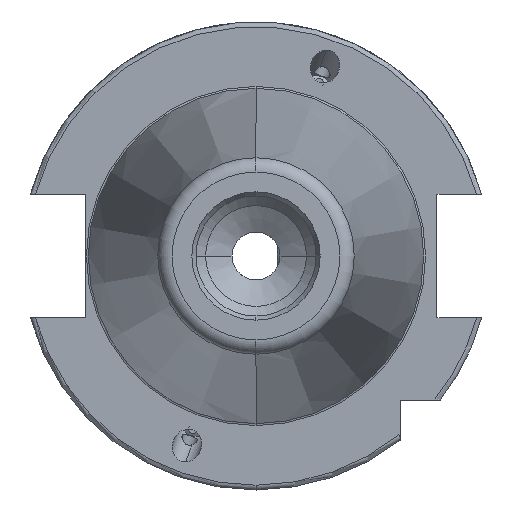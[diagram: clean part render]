
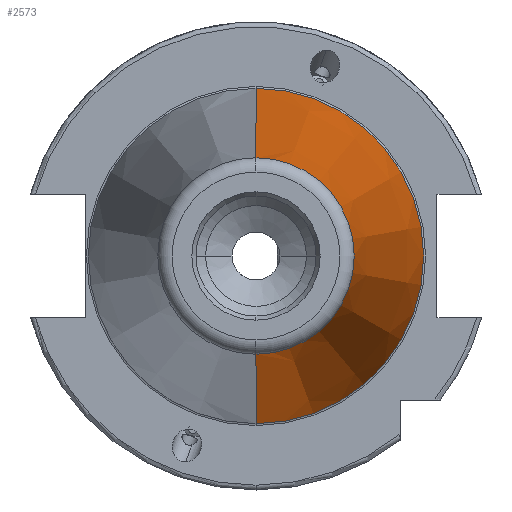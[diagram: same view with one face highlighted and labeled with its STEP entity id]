
A CAD part, left-side view. The second image highlights one B-rep face of the part: STEP entity #2573.
In plain terms, the highlighted conical face has half-angle 8.297 degrees and reference radius 34.925 mm.
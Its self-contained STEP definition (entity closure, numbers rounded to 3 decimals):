
#1951 = CARTESIAN_POINT ( 'NONE',  ( -99.183, 0., 20.461 ) ) ;
#2335 = VERTEX_POINT ( 'NONE', #1951 ) ;
#2397 = CARTESIAN_POINT ( 'NONE',  ( 0., 0., -34.925 ) ) ;
#2398 = CARTESIAN_POINT ( 'NONE',  ( -99.183, 0., -20.461 ) ) ;
#2527 = AXIS2_PLACEMENT_3D ( 'NONE', #2534, #2532, #2531 ) ;
#2528 = CIRCLE ( 'NONE', #2527, 20.461 ) ;
#2531 = DIRECTION ( 'NONE',  ( 0., 0., -1. ) ) ;
#2532 = DIRECTION ( 'NONE',  ( -1., 0., 0. ) ) ;
#2534 = CARTESIAN_POINT ( 'NONE',  ( -99.183, 0., 0. ) ) ;
#2546 = VERTEX_POINT ( 'NONE', #2397 ) ;
#2553 = VERTEX_POINT ( 'NONE', #2398 ) ;
#2555 = EDGE_CURVE ( 'NONE', #2553, #2335, #2528, .T. ) ;
#2560 = EDGE_LOOP ( 'NONE', ( #2594, #2580, #2578, #2677 ) ) ;
#2573 = ADVANCED_FACE ( 'NONE', ( #2715 ), #2713, .T. ) ;
#2578 = ORIENTED_EDGE ( 'NONE', *, *, #2585, .T. ) ;
#2580 = ORIENTED_EDGE ( 'NONE', *, *, #2683, .T. ) ;
#2585 = EDGE_CURVE ( 'NONE', #2546, #2589, #2706, .T. ) ;
#2589 = VERTEX_POINT ( 'NONE', #2711 ) ;
#2594 = ORIENTED_EDGE ( 'NONE', *, *, #2555, .F. ) ;
#2677 = ORIENTED_EDGE ( 'NONE', *, *, #2678, .F. ) ;
#2678 = EDGE_CURVE ( 'NONE', #2335, #2589, #5655, .T. ) ;
#2683 = EDGE_CURVE ( 'NONE', #2553, #2546, #5661, .T. ) ;
#2688 = DIRECTION ( 'NONE',  ( 0., 0., -1. ) ) ;
#2689 = CARTESIAN_POINT ( 'NONE',  ( 0., 0., 0. ) ) ;
#2701 = CARTESIAN_POINT ( 'NONE',  ( 0., 0., 0. ) ) ;
#2703 = DIRECTION ( 'NONE',  ( 1., 0., 0. ) ) ;
#2704 = AXIS2_PLACEMENT_3D ( 'NONE', #2701, #2719, #2688 ) ;
#2706 = CIRCLE ( 'NONE', #2704, 34.925 ) ;
#2711 = CARTESIAN_POINT ( 'NONE',  ( 0., 0., 34.925 ) ) ;
#2713 = CONICAL_SURFACE ( 'NONE', #2717, 34.925, 0.145 ) ;
#2715 = FACE_OUTER_BOUND ( 'NONE', #2560, .T. ) ;
#2717 = AXIS2_PLACEMENT_3D ( 'NONE', #2689, #2703, #2720 ) ;
#2719 = DIRECTION ( 'NONE',  ( -1., 0., 0. ) ) ;
#2720 = DIRECTION ( 'NONE',  ( 0., 0., 1. ) ) ;
#5651 = DIRECTION ( 'NONE',  ( 0.99, 0., 0.144 ) ) ;
#5653 = VECTOR ( 'NONE', #5651, 1000. ) ;
#5655 = LINE ( 'NONE', #5656, #5653 ) ;
#5656 = CARTESIAN_POINT ( 'NONE',  ( 0., 0., 34.925 ) ) ;
#5661 = LINE ( 'NONE', #5668, #5667 ) ;
#5666 = DIRECTION ( 'NONE',  ( 0.99, 0., -0.144 ) ) ;
#5667 = VECTOR ( 'NONE', #5666, 1000. ) ;
#5668 = CARTESIAN_POINT ( 'NONE',  ( 0., 0., -34.925 ) ) ;
